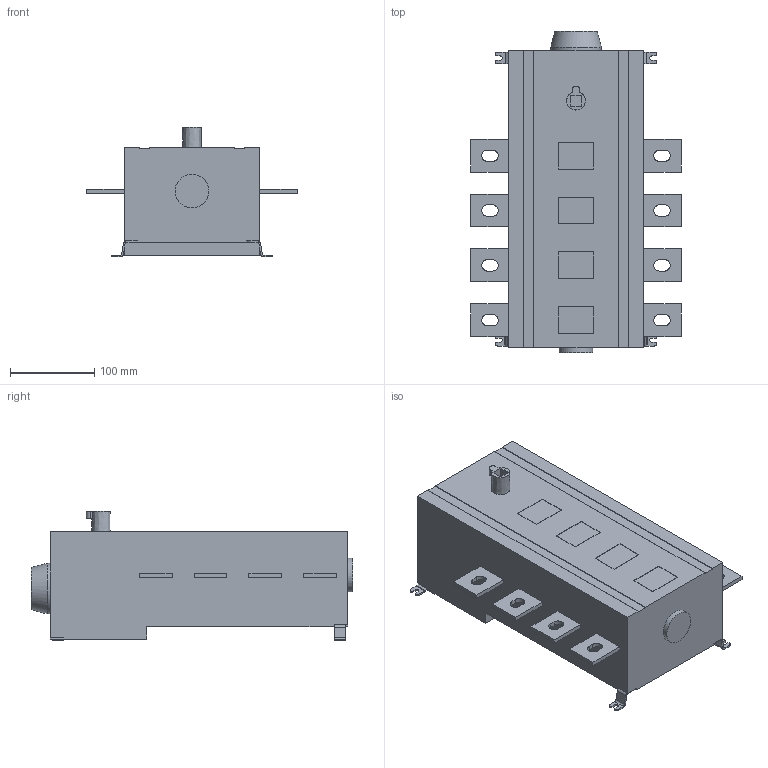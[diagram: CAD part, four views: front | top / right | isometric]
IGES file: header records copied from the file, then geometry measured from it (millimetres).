
Global section: file name: OT800ES04.igs; preprocessor: I-DEAS 3D IGES Translator 11; date: 20080611.152610; units: millimetre
Bounding box: 250 x 381 x 153.9 mm (x, y, z)
Volume: 6744748.5 mm3; surface area: 278612 mm2
Topology: 1 solids, 1 shells, 288 faces, 781 edges, 519 vertices
Faces by surface type: bspline 288
